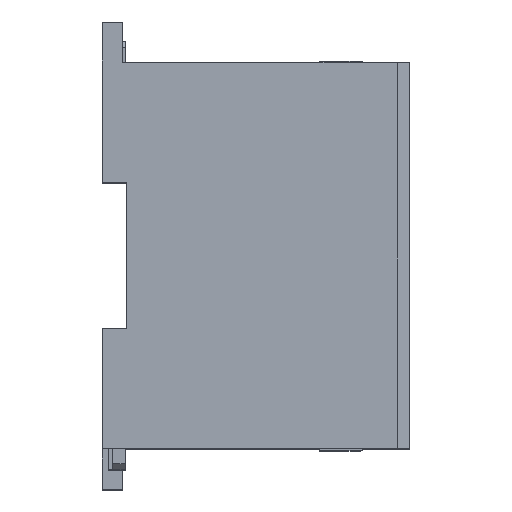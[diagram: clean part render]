
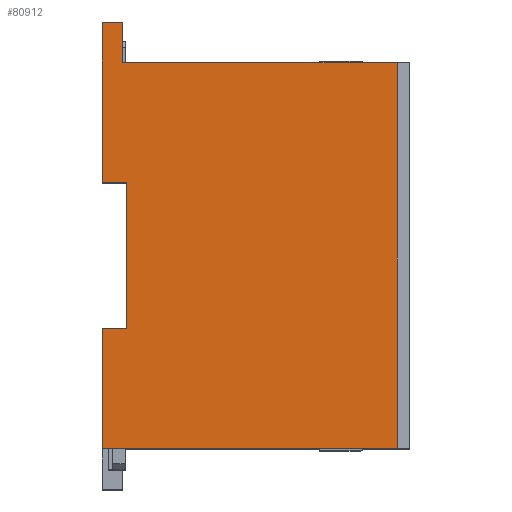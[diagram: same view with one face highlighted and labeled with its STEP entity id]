
A CAD part, top view. The second image highlights one B-rep face of the part: STEP entity #80912.
In plain terms, the highlighted planar face has unit normal (0, 0, 1).
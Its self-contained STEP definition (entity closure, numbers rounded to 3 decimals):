
#4883 = CARTESIAN_POINT ( 'NONE',  ( 5., 94., 0. ) ) ;
#6981 = CARTESIAN_POINT ( 'NONE',  ( 0., 0., 0. ) ) ;
#8528 = DIRECTION ( 'NONE',  ( 0., -1., 0. ) ) ;
#9417 = CARTESIAN_POINT ( 'NONE',  ( 0., 103.8, 0. ) ) ;
#16009 = CARTESIAN_POINT ( 'NONE',  ( 6., 29.3, 0. ) ) ;
#16808 = CARTESIAN_POINT ( 'NONE',  ( 0., 103.8, 0. ) ) ;
#18424 = EDGE_CURVE ( 'NONE', #93073, #159601, #28642, .T. ) ;
#22774 = DIRECTION ( 'NONE',  ( 0., 1., 0. ) ) ;
#24253 = ORIENTED_EDGE ( 'NONE', *, *, #151588, .T. ) ;
#25924 = VECTOR ( 'NONE', #142163, 1000. ) ;
#28008 = ORIENTED_EDGE ( 'NONE', *, *, #110111, .T. ) ;
#28642 = LINE ( 'NONE', #90503, #198472 ) ;
#36060 = LINE ( 'NONE', #177158, #205778 ) ;
#37577 = VERTEX_POINT ( 'NONE', #180237 ) ;
#37965 = LINE ( 'NONE', #4883, #79233 ) ;
#41749 = DIRECTION ( 'NONE',  ( -1., 0., 0. ) ) ;
#45829 = LINE ( 'NONE', #6981, #164329 ) ;
#47900 = CARTESIAN_POINT ( 'NONE',  ( 0., 94., 0. ) ) ;
#48023 = ORIENTED_EDGE ( 'NONE', *, *, #103826, .T. ) ;
#51660 = VECTOR ( 'NONE', #204349, 1000. ) ;
#55807 = VECTOR ( 'NONE', #41749, 1000. ) ;
#56763 = LINE ( 'NONE', #70837, #51660 ) ;
#59373 = VECTOR ( 'NONE', #79171, 1000. ) ;
#61008 = LINE ( 'NONE', #9417, #55807 ) ;
#64022 = CARTESIAN_POINT ( 'NONE',  ( 0., 0., 0. ) ) ;
#65869 = CARTESIAN_POINT ( 'NONE',  ( 6., 64.8, 0. ) ) ;
#70837 = CARTESIAN_POINT ( 'NONE',  ( 72., 94., 0. ) ) ;
#74712 = PLANE ( 'NONE',  #146781 ) ;
#75220 = VERTEX_POINT ( 'NONE', #64022 ) ;
#76856 = CARTESIAN_POINT ( 'NONE',  ( 6., 29.3, 0. ) ) ;
#79171 = DIRECTION ( 'NONE',  ( 0., -1., 0. ) ) ;
#79233 = VECTOR ( 'NONE', #22774, 1000. ) ;
#80912 = ADVANCED_FACE ( 'NONE', ( #186363 ), #74712, .F. ) ;
#81872 = EDGE_CURVE ( 'NONE', #146703, #150032, #36060, .T. ) ;
#90503 = CARTESIAN_POINT ( 'NONE',  ( 0., 64.8, 0. ) ) ;
#91219 = DIRECTION ( 'NONE',  ( -1., 0., 0. ) ) ;
#92137 = ORIENTED_EDGE ( 'NONE', *, *, #108793, .T. ) ;
#93073 = VERTEX_POINT ( 'NONE', #16808 ) ;
#95533 = ORIENTED_EDGE ( 'NONE', *, *, #196596, .T. ) ;
#98198 = ORIENTED_EDGE ( 'NONE', *, *, #173301, .T. ) ;
#103826 = EDGE_CURVE ( 'NONE', #188514, #37577, #191258, .T. ) ;
#108092 = ORIENTED_EDGE ( 'NONE', *, *, #18424, .T. ) ;
#108793 = EDGE_CURVE ( 'NONE', #150032, #75220, #205998, .T. ) ;
#109110 = CARTESIAN_POINT ( 'NONE',  ( 5., 103.8, 0. ) ) ;
#110111 = EDGE_CURVE ( 'NONE', #138136, #188514, #56763, .T. ) ;
#111592 = ORIENTED_EDGE ( 'NONE', *, *, #162200, .T. ) ;
#112827 = ORIENTED_EDGE ( 'NONE', *, *, #81872, .T. ) ;
#113055 = CARTESIAN_POINT ( 'NONE',  ( 0., 0., 0. ) ) ;
#116394 = CARTESIAN_POINT ( 'NONE',  ( 0., 64.8, 0. ) ) ;
#120460 = VECTOR ( 'NONE', #209108, 1000. ) ;
#121139 = CARTESIAN_POINT ( 'NONE',  ( 72., 94., 0. ) ) ;
#126882 = VECTOR ( 'NONE', #129879, 1000. ) ;
#129879 = DIRECTION ( 'NONE',  ( -1., 0., 0. ) ) ;
#137358 = CARTESIAN_POINT ( 'NONE',  ( 0., 29.3, 0. ) ) ;
#138136 = VERTEX_POINT ( 'NONE', #170666 ) ;
#138618 = CARTESIAN_POINT ( 'NONE',  ( 6., 64.8, 0. ) ) ;
#138694 = DIRECTION ( 'NONE',  ( 0., 0., -1. ) ) ;
#139954 = DIRECTION ( 'NONE',  ( 1., 0., 0. ) ) ;
#141730 = LINE ( 'NONE', #138618, #25924 ) ;
#142163 = DIRECTION ( 'NONE',  ( 1., 0., 0. ) ) ;
#144993 = EDGE_CURVE ( 'NONE', #191654, #93073, #61008, .T. ) ;
#146703 = VERTEX_POINT ( 'NONE', #16009 ) ;
#146781 = AXIS2_PLACEMENT_3D ( 'NONE', #172478, #138694, #91219 ) ;
#150032 = VERTEX_POINT ( 'NONE', #137358 ) ;
#151588 = EDGE_CURVE ( 'NONE', #75220, #138136, #45829, .T. ) ;
#159601 = VERTEX_POINT ( 'NONE', #116394 ) ;
#162200 = EDGE_CURVE ( 'NONE', #37577, #191654, #37965, .T. ) ;
#164329 = VECTOR ( 'NONE', #139954, 1000. ) ;
#170666 = CARTESIAN_POINT ( 'NONE',  ( 72., 0., 0. ) ) ;
#172478 = CARTESIAN_POINT ( 'NONE',  ( 75., 0., 0. ) ) ;
#173301 = EDGE_CURVE ( 'NONE', #159601, #195598, #141730, .T. ) ;
#174154 = EDGE_LOOP ( 'NONE', ( #24253, #28008, #48023, #111592, #201323, #108092, #98198, #95533, #112827, #92137 ) ) ;
#177158 = CARTESIAN_POINT ( 'NONE',  ( 0., 29.3, 0. ) ) ;
#180237 = CARTESIAN_POINT ( 'NONE',  ( 5., 94., 0. ) ) ;
#186363 = FACE_OUTER_BOUND ( 'NONE', #174154, .T. ) ;
#188514 = VERTEX_POINT ( 'NONE', #121139 ) ;
#191258 = LINE ( 'NONE', #47900, #126882 ) ;
#191654 = VERTEX_POINT ( 'NONE', #109110 ) ;
#192940 = DIRECTION ( 'NONE',  ( -1., 0., 0. ) ) ;
#195598 = VERTEX_POINT ( 'NONE', #65869 ) ;
#196596 = EDGE_CURVE ( 'NONE', #195598, #146703, #212981, .T. ) ;
#198472 = VECTOR ( 'NONE', #8528, 1000. ) ;
#201323 = ORIENTED_EDGE ( 'NONE', *, *, #144993, .T. ) ;
#204349 = DIRECTION ( 'NONE',  ( 0., 1., 0. ) ) ;
#205778 = VECTOR ( 'NONE', #192940, 1000. ) ;
#205998 = LINE ( 'NONE', #113055, #59373 ) ;
#209108 = DIRECTION ( 'NONE',  ( 0., -1., 0. ) ) ;
#212981 = LINE ( 'NONE', #76856, #120460 ) ;
